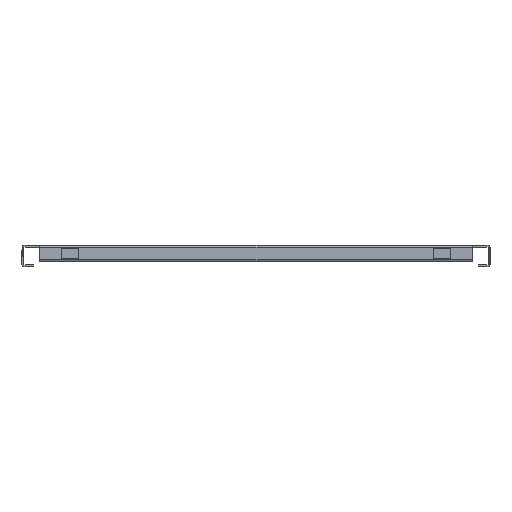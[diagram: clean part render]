
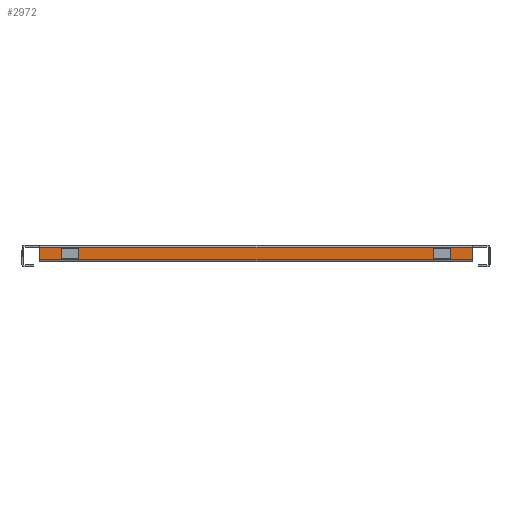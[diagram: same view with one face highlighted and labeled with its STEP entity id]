
A CAD part, left-side view. The second image highlights one B-rep face of the part: STEP entity #2972.
In plain terms, the highlighted planar face has unit normal (-1, 0, 0).
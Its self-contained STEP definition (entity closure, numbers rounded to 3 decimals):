
#207 = FACE_OUTER_BOUND ( 'NONE', #2905, .T. ) ;
#318 = VECTOR ( 'NONE', #797, 1000. ) ;
#321 = VECTOR ( 'NONE', #822, 1000. ) ;
#324 = LINE ( 'NONE', #3457, #318 ) ;
#325 = VECTOR ( 'NONE', #957, 1000. ) ;
#326 = LINE ( 'NONE', #955, #321 ) ;
#327 = VECTOR ( 'NONE', #960, 1000. ) ;
#329 = VECTOR ( 'NONE', #962, 1000. ) ;
#330 = LINE ( 'NONE', #961, #325 ) ;
#331 = VECTOR ( 'NONE', #964, 1000. ) ;
#332 = LINE ( 'NONE', #963, #327 ) ;
#333 = VECTOR ( 'NONE', #967, 1000. ) ;
#334 = VECTOR ( 'NONE', #969, 1000. ) ;
#335 = LINE ( 'NONE', #970, #334 ) ;
#336 = LINE ( 'NONE', #966, #329 ) ;
#337 = VECTOR ( 'NONE', #971, 1000. ) ;
#340 = LINE ( 'NONE', #968, #331 ) ;
#342 = VECTOR ( 'NONE', #978, 1000. ) ;
#343 = LINE ( 'NONE', #979, #342 ) ;
#344 = LINE ( 'NONE', #972, #333 ) ;
#346 = LINE ( 'NONE', #977, #337 ) ;
#349 = VECTOR ( 'NONE', #1361, 1000. ) ;
#352 = VECTOR ( 'NONE', #1359, 1000. ) ;
#353 = LINE ( 'NONE', #1360, #352 ) ;
#357 = FACE_BOUND ( 'NONE', #2745, .T. ) ;
#481 = CARTESIAN_POINT ( 'NONE',  ( -1042.51, -227.5, -1.5 ) ) ;
#483 = CARTESIAN_POINT ( 'NONE',  ( -1042.51, -249.5, -1.5 ) ) ;
#501 = DIRECTION ( 'NONE',  ( 1., 0., 0. ) ) ;
#502 = CARTESIAN_POINT ( 'NONE',  ( -1042.51, 277., -15.99 ) ) ;
#504 = PLANE ( 'NONE',  #1225 ) ;
#510 = CARTESIAN_POINT ( 'NONE',  ( -1042.51, -277., -0.01 ) ) ;
#575 = CARTESIAN_POINT ( 'NONE',  ( -1042.51, 249.5, -14.5 ) ) ;
#587 = CARTESIAN_POINT ( 'NONE',  ( -1042.51, -249.5, -14.5 ) ) ;
#588 = CARTESIAN_POINT ( 'NONE',  ( -1042.51, -227.5, -14.5 ) ) ;
#594 = CARTESIAN_POINT ( 'NONE',  ( -1042.51, 227.5, -1.5 ) ) ;
#638 = CARTESIAN_POINT ( 'NONE',  ( -1042.51, 277., -0.01 ) ) ;
#674 = CARTESIAN_POINT ( 'NONE',  ( -1042.51, -277., -15.99 ) ) ;
#706 = DIRECTION ( 'NONE',  ( 0., 0., -1. ) ) ;
#707 = CARTESIAN_POINT ( 'NONE',  ( -1042.51, 249.5, -1.5 ) ) ;
#717 = CARTESIAN_POINT ( 'NONE',  ( -1042.51, 227.5, -14.5 ) ) ;
#725 = CARTESIAN_POINT ( 'NONE',  ( -1042.51, 277., 0. ) ) ;
#797 = DIRECTION ( 'NONE',  ( 0., -1., 0. ) ) ;
#822 = DIRECTION ( 'NONE',  ( 0., -1., 0. ) ) ;
#955 = CARTESIAN_POINT ( 'NONE',  ( -1042.51, 277., -15.99 ) ) ;
#957 = DIRECTION ( 'NONE',  ( 0., -1., 0. ) ) ;
#960 = DIRECTION ( 'NONE',  ( 0., 0., -1. ) ) ;
#961 = CARTESIAN_POINT ( 'NONE',  ( -1042.51, -227.5, -14.5 ) ) ;
#962 = DIRECTION ( 'NONE',  ( 0., -1., 0. ) ) ;
#963 = CARTESIAN_POINT ( 'NONE',  ( -1042.51, -227.5, -14.5 ) ) ;
#964 = DIRECTION ( 'NONE',  ( 0., 0., -1. ) ) ;
#966 = CARTESIAN_POINT ( 'NONE',  ( -1042.51, 227.5, -14.5 ) ) ;
#967 = DIRECTION ( 'NONE',  ( 0., 1., 0. ) ) ;
#968 = CARTESIAN_POINT ( 'NONE',  ( -1042.51, 249.5, -14.5 ) ) ;
#969 = DIRECTION ( 'NONE',  ( 0., 1., 0. ) ) ;
#970 = CARTESIAN_POINT ( 'NONE',  ( -1042.51, -227.5, -1.5 ) ) ;
#971 = DIRECTION ( 'NONE',  ( 0., 0., 1. ) ) ;
#972 = CARTESIAN_POINT ( 'NONE',  ( -1042.51, 227.5, -1.5 ) ) ;
#977 = CARTESIAN_POINT ( 'NONE',  ( -1042.51, -277., 0. ) ) ;
#978 = DIRECTION ( 'NONE',  ( 0., 0., 1. ) ) ;
#979 = CARTESIAN_POINT ( 'NONE',  ( -1042.51, -249.5, -14.5 ) ) ;
#1137 = LINE ( 'NONE', #1358, #349 ) ;
#1225 = AXIS2_PLACEMENT_3D ( 'NONE', #725, #501, #706 ) ;
#1358 = CARTESIAN_POINT ( 'NONE',  ( -1042.51, 277., -16. ) ) ;
#1359 = DIRECTION ( 'NONE',  ( 0., 0., 1. ) ) ;
#1360 = CARTESIAN_POINT ( 'NONE',  ( -1042.51, 227.5, -14.5 ) ) ;
#1361 = DIRECTION ( 'NONE',  ( 0., 0., -1. ) ) ;
#1785 = EDGE_CURVE ( 'NONE', #3151, #3162, #353, .T. ) ;
#1788 = EDGE_CURVE ( 'NONE', #3146, #3122, #1137, .T. ) ;
#1792 = EDGE_CURVE ( 'NONE', #3161, #3333, #343, .T. ) ;
#1795 = EDGE_CURVE ( 'NONE', #3245, #3128, #346, .T. ) ;
#1797 = EDGE_CURVE ( 'NONE', #3333, #3336, #335, .T. ) ;
#1798 = EDGE_CURVE ( 'NONE', #3162, #3121, #344, .T. ) ;
#1799 = EDGE_CURVE ( 'NONE', #3121, #3092, #340, .T. ) ;
#1800 = EDGE_CURVE ( 'NONE', #3092, #3151, #336, .T. ) ;
#1802 = EDGE_CURVE ( 'NONE', #3336, #3250, #332, .T. ) ;
#1804 = EDGE_CURVE ( 'NONE', #3250, #3161, #330, .T. ) ;
#1807 = EDGE_CURVE ( 'NONE', #3122, #3245, #326, .T. ) ;
#1811 = EDGE_CURVE ( 'NONE', #3146, #3128, #324, .T. ) ;
#2745 = EDGE_LOOP ( 'NONE', ( #2769, #2755, #2812, #2784 ) ) ;
#2755 = ORIENTED_EDGE ( 'NONE', *, *, #1798, .F. ) ;
#2757 = ORIENTED_EDGE ( 'NONE', *, *, #1811, .F. ) ;
#2768 = ORIENTED_EDGE ( 'NONE', *, *, #1797, .F. ) ;
#2769 = ORIENTED_EDGE ( 'NONE', *, *, #1799, .F. ) ;
#2770 = ORIENTED_EDGE ( 'NONE', *, *, #1802, .F. ) ;
#2784 = ORIENTED_EDGE ( 'NONE', *, *, #1800, .F. ) ;
#2785 = ORIENTED_EDGE ( 'NONE', *, *, #1795, .T. ) ;
#2797 = ORIENTED_EDGE ( 'NONE', *, *, #1792, .F. ) ;
#2798 = ORIENTED_EDGE ( 'NONE', *, *, #1788, .T. ) ;
#2810 = ORIENTED_EDGE ( 'NONE', *, *, #1804, .F. ) ;
#2812 = ORIENTED_EDGE ( 'NONE', *, *, #1785, .F. ) ;
#2813 = ORIENTED_EDGE ( 'NONE', *, *, #1807, .T. ) ;
#2861 = EDGE_LOOP ( 'NONE', ( #2768, #2797, #2810, #2770 ) ) ;
#2905 = EDGE_LOOP ( 'NONE', ( #2813, #2785, #2757, #2798 ) ) ;
#2972 = ADVANCED_FACE ( 'NONE', ( #357, #3258, #207 ), #504, .F. ) ;
#3092 = VERTEX_POINT ( 'NONE', #575 ) ;
#3121 = VERTEX_POINT ( 'NONE', #707 ) ;
#3122 = VERTEX_POINT ( 'NONE', #502 ) ;
#3128 = VERTEX_POINT ( 'NONE', #510 ) ;
#3146 = VERTEX_POINT ( 'NONE', #638 ) ;
#3151 = VERTEX_POINT ( 'NONE', #717 ) ;
#3161 = VERTEX_POINT ( 'NONE', #587 ) ;
#3162 = VERTEX_POINT ( 'NONE', #594 ) ;
#3245 = VERTEX_POINT ( 'NONE', #674 ) ;
#3250 = VERTEX_POINT ( 'NONE', #588 ) ;
#3258 = FACE_BOUND ( 'NONE', #2861, .T. ) ;
#3333 = VERTEX_POINT ( 'NONE', #483 ) ;
#3336 = VERTEX_POINT ( 'NONE', #481 ) ;
#3457 = CARTESIAN_POINT ( 'NONE',  ( -1042.51, 277., -0.01 ) ) ;
